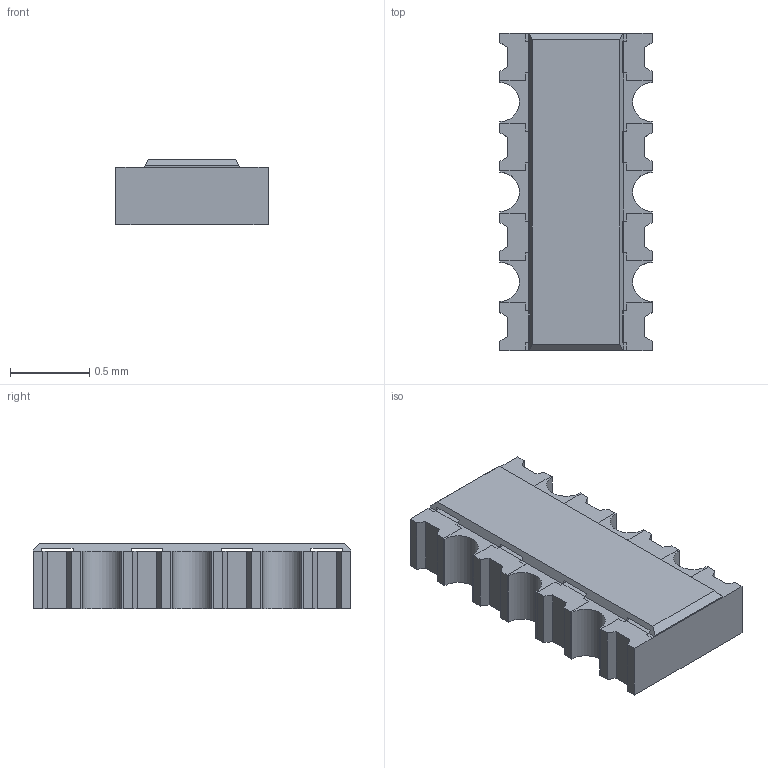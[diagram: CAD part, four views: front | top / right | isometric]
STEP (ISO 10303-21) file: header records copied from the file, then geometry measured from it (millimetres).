
FILE_DESCRIPTION(('FreeCAD Model'),'2;1');
FILE_NAME('Cut.step', '2017-06-16T16:47:01',('kicad StepUp'),('ksu MCAD'), 'Open CASCADE STEP processor 6.8','FreeCAD','Unknown');
FILE_SCHEMA(('AUTOMOTIVE_DESIGN_CC2 { 1 2 10303 214 -1 1 5 4 }'));
Length unit declared in the file: millimetre
Products named in the file (1): Cut
Bounding box: 0.96 x 2 x 0.41 mm (x, y, z)
Volume: 0.7 mm3; surface area: 7.2 mm2
Topology: 1 solids, 1 shells, 110 faces, 328 edges, 212 vertices
Faces by surface type: plane 104, cylinder 6
Entity records: 4404 total; most frequent: ORIENTED_EDGE 656, CARTESIAN_POINT 651, DIRECTION 562, EDGE_CURVE 328, LINE 316, VECTOR 316, VERTEX_POINT 212, AXIS2_PLACEMENT_3D 123
